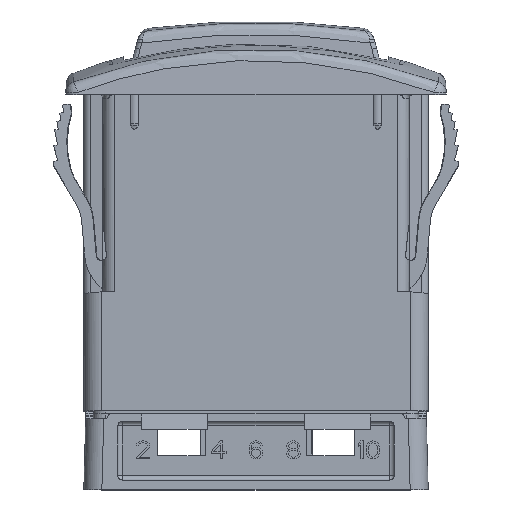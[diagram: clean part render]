
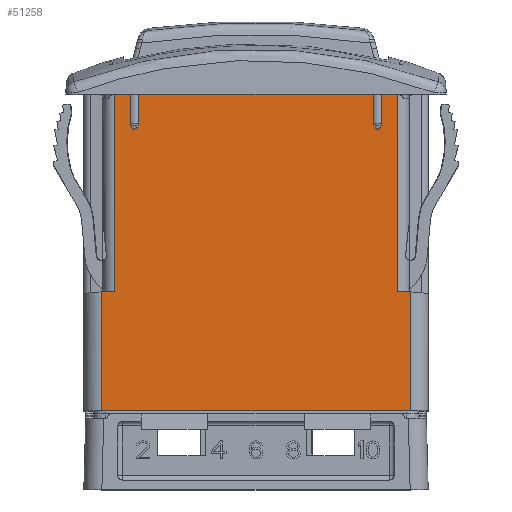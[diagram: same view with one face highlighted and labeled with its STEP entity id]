
A CAD part, top view. The second image highlights one B-rep face of the part: STEP entity #51258.
In plain terms, the highlighted planar face has unit normal (0, 0, 1).
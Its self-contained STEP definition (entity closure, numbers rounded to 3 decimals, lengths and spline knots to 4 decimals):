
#11799=DIRECTION('',(-1.,0.,0.));
#11800=VECTOR('',#11799,0.9756);
#11801=CARTESIAN_POINT('',(0.4878,0.,0.41));
#11802=LINE('',#11801,#11800);
#11808=DIRECTION('',(-1.,0.,0.));
#11809=VECTOR('',#11808,0.0638);
#11810=CARTESIAN_POINT('',(-0.5222,0.,0.41));
#11811=LINE('',#11810,#11809);
#11886=DIRECTION('',(-1.,0.,0.));
#11887=VECTOR('',#11886,0.0638);
#11888=CARTESIAN_POINT('',(0.586,0.,0.41));
#11889=LINE('',#11888,#11887);
#12879=DIRECTION('',(0.,-1.,0.));
#12880=VECTOR('',#12879,0.1221);
#12881=CARTESIAN_POINT('',(-0.5222,0.,0.41));
#12882=LINE('',#12881,#12880);
#12883=CARTESIAN_POINT('',(-0.505,-0.1221,0.41));
#12884=DIRECTION('',(0.,0.,1.));
#12885=DIRECTION('',(-1.,0.,0.));
#12886=AXIS2_PLACEMENT_3D('',#12883,#12884,#12885);
#12888=CARTESIAN_POINT('',(-0.52,-0.1304,0.41));
#12889=CARTESIAN_POINT('',(-0.5192,-0.1319,0.41));
#12890=CARTESIAN_POINT('',(-0.5175,-0.1348,0.41));
#12891=CARTESIAN_POINT('',(-0.515,-0.1384,0.41));
#12892=CARTESIAN_POINT('',(-0.5123,-0.1415,0.41));
#12893=CARTESIAN_POINT('',(-0.5095,-0.1438,0.41));
#12894=CARTESIAN_POINT('',(-0.5065,-0.145,0.41));
#12895=CARTESIAN_POINT('',(-0.5036,-0.1451,0.41));
#12896=CARTESIAN_POINT('',(-0.5006,-0.1439,0.41));
#12897=CARTESIAN_POINT('',(-0.4977,-0.1416,0.41));
#12898=CARTESIAN_POINT('',(-0.495,-0.1385,0.41));
#12899=CARTESIAN_POINT('',(-0.4925,-0.1348,0.41));
#12900=CARTESIAN_POINT('',(-0.4908,-0.1319,0.41));
#12901=CARTESIAN_POINT('',(-0.49,-0.1304,0.41));
#12903=CARTESIAN_POINT('',(-0.505,-0.1221,0.41));
#12904=DIRECTION('',(0.,0.,1.));
#12905=DIRECTION('',(0.876,-0.482,0.));
#12906=AXIS2_PLACEMENT_3D('',#12903,#12904,#12905);
#12908=DIRECTION('',(0.,1.,0.));
#12909=VECTOR('',#12908,0.1221);
#12910=CARTESIAN_POINT('',(-0.4878,-0.1221,0.41));
#12911=LINE('',#12910,#12909);
#12912=DIRECTION('',(0.,-1.,0.));
#12913=VECTOR('',#12912,0.1221);
#12914=CARTESIAN_POINT('',(0.4878,0.,0.41));
#12915=LINE('',#12914,#12913);
#12916=CARTESIAN_POINT('',(0.505,-0.1221,0.41));
#12917=DIRECTION('',(0.,0.,1.));
#12918=DIRECTION('',(-1.,0.,0.));
#12919=AXIS2_PLACEMENT_3D('',#12916,#12917,#12918);
#12921=CARTESIAN_POINT('',(0.49,-0.1304,0.41));
#12922=CARTESIAN_POINT('',(0.4908,-0.1319,0.41));
#12923=CARTESIAN_POINT('',(0.4925,-0.1348,0.41));
#12924=CARTESIAN_POINT('',(0.495,-0.1385,0.41));
#12925=CARTESIAN_POINT('',(0.4977,-0.1416,0.41));
#12926=CARTESIAN_POINT('',(0.5006,-0.1439,0.41));
#12927=CARTESIAN_POINT('',(0.5036,-0.1451,0.41));
#12928=CARTESIAN_POINT('',(0.5065,-0.145,0.41));
#12929=CARTESIAN_POINT('',(0.5095,-0.1438,0.41));
#12930=CARTESIAN_POINT('',(0.5123,-0.1415,0.41));
#12931=CARTESIAN_POINT('',(0.515,-0.1384,0.41));
#12932=CARTESIAN_POINT('',(0.5175,-0.1348,0.41));
#12933=CARTESIAN_POINT('',(0.5192,-0.1319,0.41));
#12934=CARTESIAN_POINT('',(0.52,-0.1304,0.41));
#12936=CARTESIAN_POINT('',(0.505,-0.1221,0.41));
#12937=DIRECTION('',(0.,0.,1.));
#12938=DIRECTION('',(0.876,-0.482,0.));
#12939=AXIS2_PLACEMENT_3D('',#12936,#12937,#12938);
#12941=DIRECTION('',(0.,1.,0.));
#12942=VECTOR('',#12941,0.1221);
#12943=CARTESIAN_POINT('',(0.5222,-0.1221,0.41));
#12944=LINE('',#12943,#12942);
#12945=DIRECTION('',(0.,-1.,0.));
#12946=VECTOR('',#12945,0.82);
#12947=CARTESIAN_POINT('',(0.586,0.,0.41));
#12948=LINE('',#12947,#12946);
#12949=DIRECTION('',(1.,0.,0.));
#12950=VECTOR('',#12949,1.282);
#12951=CARTESIAN_POINT('',(-0.641,-1.315,0.41));
#12952=LINE('',#12951,#12950);
#12958=DIRECTION('',(0.,-1.,0.));
#12959=VECTOR('',#12958,0.82);
#12960=CARTESIAN_POINT('',(-0.586,0.,0.41));
#12961=LINE('',#12960,#12959);
#13443=DIRECTION('',(-0.996,-0.087,0.));
#13444=VECTOR('',#13443,0.005);
#13445=CARTESIAN_POINT('',(-0.636,-0.82,0.41));
#13446=LINE('',#13445,#13444);
#13488=DIRECTION('',(0.,-1.,0.));
#13489=VECTOR('',#13488,0.4946);
#13490=CARTESIAN_POINT('',(-0.641,-0.8204,0.41));
#13491=LINE('',#13490,#13489);
#14713=DIRECTION('',(-1.,0.,0.));
#14714=VECTOR('',#14713,0.05);
#14715=CARTESIAN_POINT('',(-0.586,-0.82,0.41));
#14716=LINE('',#14715,#14714);
#14840=DIRECTION('',(-0.996,0.087,0.));
#14841=VECTOR('',#14840,0.005);
#14842=CARTESIAN_POINT('',(0.641,-0.8204,0.41));
#14843=LINE('',#14842,#14841);
#14844=DIRECTION('',(0.,1.,0.));
#14845=VECTOR('',#14844,0.4946);
#14846=CARTESIAN_POINT('',(0.641,-1.315,0.41));
#14847=LINE('',#14846,#14845);
#14869=DIRECTION('',(-1.,0.,0.));
#14870=VECTOR('',#14869,0.05);
#14871=CARTESIAN_POINT('',(0.636,-0.82,0.41));
#14872=LINE('',#14871,#14870);
#23307=CARTESIAN_POINT('',(0.641,-1.315,0.41));
#23309=VERTEX_POINT('',#23307);
#23310=CARTESIAN_POINT('',(-0.641,-1.315,0.41));
#23312=VERTEX_POINT('',#23310);
#23330=CARTESIAN_POINT('',(0.4878,-0.1221,0.41));
#23331=CARTESIAN_POINT('',(0.49,-0.1304,0.41));
#23332=VERTEX_POINT('',#23330);
#23333=VERTEX_POINT('',#23331);
#23334=CARTESIAN_POINT('',(0.52,-0.1304,0.41));
#23335=CARTESIAN_POINT('',(0.5222,-0.1221,0.41));
#23336=VERTEX_POINT('',#23334);
#23337=VERTEX_POINT('',#23335);
#23366=CARTESIAN_POINT('',(-0.4878,-0.1221,0.41));
#23367=CARTESIAN_POINT('',(-0.5222,-0.1221,0.41));
#23368=VERTEX_POINT('',#23366);
#23369=VERTEX_POINT('',#23367);
#23370=CARTESIAN_POINT('',(-0.49,-0.1304,0.41));
#23371=CARTESIAN_POINT('',(-0.52,-0.1304,0.41));
#23372=VERTEX_POINT('',#23370);
#23373=VERTEX_POINT('',#23371);
#23776=CARTESIAN_POINT('',(0.641,-0.8204,0.41));
#23777=VERTEX_POINT('',#23776);
#23784=CARTESIAN_POINT('',(-0.641,-0.8204,0.41));
#23785=VERTEX_POINT('',#23784);
#23808=CARTESIAN_POINT('',(0.636,-0.82,0.41));
#23809=VERTEX_POINT('',#23808);
#23810=CARTESIAN_POINT('',(0.586,-0.82,0.41));
#23811=VERTEX_POINT('',#23810);
#23828=CARTESIAN_POINT('',(-0.636,-0.82,0.41));
#23829=VERTEX_POINT('',#23828);
#23830=CARTESIAN_POINT('',(-0.586,-0.82,0.41));
#23831=VERTEX_POINT('',#23830);
#29406=CARTESIAN_POINT('',(0.586,0.,0.41));
#29407=CARTESIAN_POINT('',(0.5222,0.,0.41));
#29408=VERTEX_POINT('',#29406);
#29409=VERTEX_POINT('',#29407);
#29410=CARTESIAN_POINT('',(0.4878,0.,0.41));
#29411=CARTESIAN_POINT('',(-0.4878,0.,0.41));
#29412=VERTEX_POINT('',#29410);
#29413=VERTEX_POINT('',#29411);
#29414=CARTESIAN_POINT('',(-0.5222,0.,0.41));
#29415=CARTESIAN_POINT('',(-0.586,0.,0.41));
#29416=VERTEX_POINT('',#29414);
#29417=VERTEX_POINT('',#29415);
#51213=CARTESIAN_POINT('',(0.,0.,0.41));
#51214=DIRECTION('',(0.,0.,1.));
#51215=DIRECTION('',(1.,0.,0.));
#51216=AXIS2_PLACEMENT_3D('',#51213,#51214,#51215);
#51217=PLANE('',#51216);
#51219=ORIENTED_EDGE('',*,*,#51218,.F.);
#51220=ORIENTED_EDGE('',*,*,#48938,.F.);
#51222=ORIENTED_EDGE('',*,*,#51221,.T.);
#51224=ORIENTED_EDGE('',*,*,#51223,.T.);
#51226=ORIENTED_EDGE('',*,*,#51225,.T.);
#51228=ORIENTED_EDGE('',*,*,#51227,.T.);
#51230=ORIENTED_EDGE('',*,*,#51229,.T.);
#51231=ORIENTED_EDGE('',*,*,#48934,.F.);
#51232=ORIENTED_EDGE('',*,*,#51191,.T.);
#51234=ORIENTED_EDGE('',*,*,#51233,.T.);
#51236=ORIENTED_EDGE('',*,*,#51235,.T.);
#51238=ORIENTED_EDGE('',*,*,#51237,.T.);
#51239=ORIENTED_EDGE('',*,*,#51194,.T.);
#51240=ORIENTED_EDGE('',*,*,#48993,.F.);
#51242=ORIENTED_EDGE('',*,*,#51241,.T.);
#51244=ORIENTED_EDGE('',*,*,#51243,.F.);
#51246=ORIENTED_EDGE('',*,*,#51245,.F.);
#51248=ORIENTED_EDGE('',*,*,#51247,.F.);
#51249=ORIENTED_EDGE('',*,*,#31240,.F.);
#51251=ORIENTED_EDGE('',*,*,#51250,.F.);
#51253=ORIENTED_EDGE('',*,*,#51252,.F.);
#51255=ORIENTED_EDGE('',*,*,#51254,.F.);
#51256=EDGE_LOOP('',(#51219,#51220,#51222,#51224,#51226,#51228,#51230,#51231,
#51232,#51234,#51236,#51238,#51239,#51240,#51242,#51244,#51246,#51248,#51249,
#51251,#51253,#51255));
#51257=FACE_OUTER_BOUND('',#51256,.F.);
#12887=CIRCLE('',#12886,0.0172);
#12902=B_SPLINE_CURVE_WITH_KNOTS('',3,(#12888,#12889,#12890,#12891,#12892,
#12893,#12894,#12895,#12896,#12897,#12898,#12899,#12900,#12901),.UNSPECIFIED.,
.F.,.F.,(4,1,1,1,1,1,1,1,1,1,1,4),(0.,0.0909,0.1818,
0.2727,0.3636,0.4545,0.5455,
0.6364,0.7273,0.8182,0.9091,1.),
.UNSPECIFIED.);
#12907=CIRCLE('',#12906,0.0172);
#12920=CIRCLE('',#12919,0.0172);
#12935=B_SPLINE_CURVE_WITH_KNOTS('',3,(#12921,#12922,#12923,#12924,#12925,
#12926,#12927,#12928,#12929,#12930,#12931,#12932,#12933,#12934),.UNSPECIFIED.,
.F.,.F.,(4,1,1,1,1,1,1,1,1,1,1,4),(0.,0.0909,0.1818,
0.2727,0.3636,0.4545,0.5455,
0.6364,0.7273,0.8182,0.9091,1.),
.UNSPECIFIED.);
#12940=CIRCLE('',#12939,0.0172);
#31240=EDGE_CURVE('',#23312,#23309,#12952,.T.);
#48934=EDGE_CURVE('',#29412,#29413,#11802,.T.);
#48938=EDGE_CURVE('',#29416,#29417,#11811,.T.);
#48993=EDGE_CURVE('',#29408,#29409,#11889,.T.);
#51191=EDGE_CURVE('',#29412,#23332,#12915,.T.);
#51194=EDGE_CURVE('',#23337,#29409,#12944,.T.);
#51218=EDGE_CURVE('',#29417,#23831,#12961,.T.);
#51221=EDGE_CURVE('',#29416,#23369,#12882,.T.);
#51223=EDGE_CURVE('',#23369,#23373,#12887,.T.);
#51225=EDGE_CURVE('',#23373,#23372,#12902,.T.);
#51227=EDGE_CURVE('',#23372,#23368,#12907,.T.);
#51229=EDGE_CURVE('',#23368,#29413,#12911,.T.);
#51233=EDGE_CURVE('',#23332,#23333,#12920,.T.);
#51235=EDGE_CURVE('',#23333,#23336,#12935,.T.);
#51237=EDGE_CURVE('',#23336,#23337,#12940,.T.);
#51241=EDGE_CURVE('',#29408,#23811,#12948,.T.);
#51243=EDGE_CURVE('',#23809,#23811,#14872,.T.);
#51245=EDGE_CURVE('',#23777,#23809,#14843,.T.);
#51247=EDGE_CURVE('',#23309,#23777,#14847,.T.);
#51250=EDGE_CURVE('',#23785,#23312,#13491,.T.);
#51252=EDGE_CURVE('',#23829,#23785,#13446,.T.);
#51254=EDGE_CURVE('',#23831,#23829,#14716,.T.);
#51258=ADVANCED_FACE('',(#51257),#51217,.T.);
